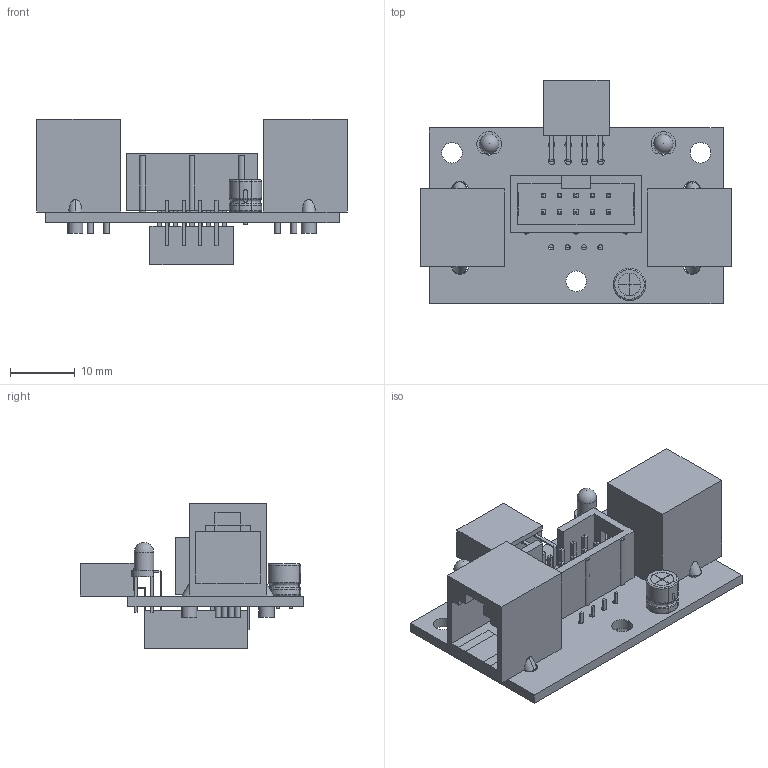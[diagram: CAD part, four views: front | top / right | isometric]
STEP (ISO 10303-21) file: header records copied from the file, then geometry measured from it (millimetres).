
FILE_DESCRIPTION(('KiCad electronic assembly'),'2;1');
FILE_NAME('carrier_am.step','2020-01-16T12:35:02',('An Author'),( 'A Company'),'Open CASCADE STEP processor 7.3', 'KiCad to STEP converter','Unknown');
FILE_SCHEMA(('AUTOMOTIVE_DESIGN { 1 0 10303 214 1 1 1 1 }'));
Length unit declared in the file: millimetre
Products named in the file (14): Open CASCADE STEP translator 7.3 1; CP_Radial_D5.0mm_P2.00mm; SOLID; LED_D3.0mm; IDC-Header_2x05_P2.54mm_Vertical; PinSocket_2x04_P2.54mm_Horizontal; kl12_124; dht11_angled; COMPOUND
Assembly tree (15 placements, depth 3):
  Open CASCADE STEP translator 7.3 1
    CP_Radial_D5.0mm_P2.00mm
      SOLID
    LED_D3.0mm  x2
      SOLID
    IDC-Header_2x05_P2.54mm_Vertical
      SOLID
    PinSocket_2x04_P2.54mm_Horizontal
      SOLID
    kl12_124  x2
      SOLID
    dht11_angled
      SOLID
    COMPOUND
Bounding box: 48.15 x 34.66 x 22.6 mm (x, y, z)
Volume: 7051.7 mm3; surface area: 9093.4 mm2
Topology: 9 solids, 10 shells, 762 faces, 1901 edges, 1219 vertices
Faces by surface type: plane 638, cylinder 109, bspline 6, revolution 5, torus 2, sphere 2
Full cylindrical faces by diameter (mm): 0.5 x2, 0.8 x6, 0.9 x12, 0.92 x8, 1 x14, 1.016 x10, 2.36 x8, 3 x2, 3.2 x3
Entity records: 49430 total; most frequent: CARTESIAN_POINT 8949, DIRECTION 6798, LINE 4768, VECTOR 4768, ORIENTED_EDGE 3516, PCURVE 3516, DEFINITIONAL_REPRESENTATION 3516, EDGE_CURVE 1758
